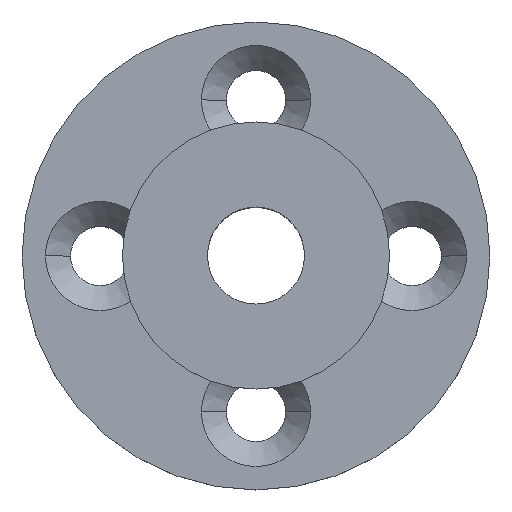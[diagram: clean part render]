
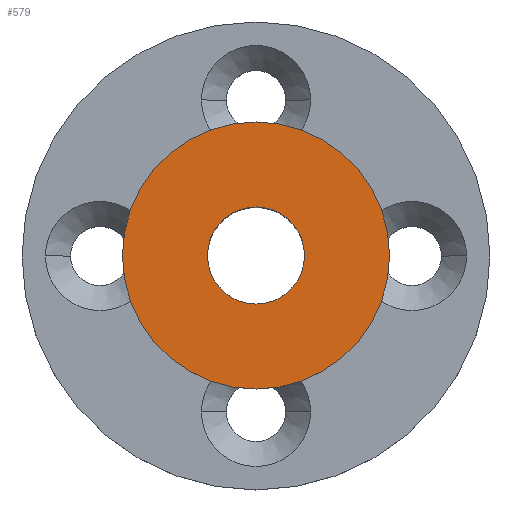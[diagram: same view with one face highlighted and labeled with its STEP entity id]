
A CAD part, top view. The second image highlights one B-rep face of the part: STEP entity #579.
In plain terms, the highlighted planar face has unit normal (0, 0, 1).
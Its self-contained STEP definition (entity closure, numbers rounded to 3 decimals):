
#18 = CARTESIAN_POINT ( 'NONE',  ( 0., 0., 5.276 ) ) ;
#312 = EDGE_CURVE ( 'NONE', #4906, #6763, #3034, .T. ) ;
#514 = EDGE_CURVE ( 'NONE', #5470, #1898, #3316, .T. ) ;
#579 = ADVANCED_FACE ( 'NONE', ( #3676, #7616 ), #4288, .F. ) ;
#645 = CARTESIAN_POINT ( 'NONE',  ( -2.8, 0., 5.276 ) ) ;
#679 = AXIS2_PLACEMENT_3D ( 'NONE', #7335, #7988, #789 ) ;
#685 = CIRCLE ( 'NONE', #962, 2.8 ) ;
#721 = CARTESIAN_POINT ( 'NONE',  ( 7.705, 0., 5.276 ) ) ;
#789 = DIRECTION ( 'NONE',  ( -1., 0., 0. ) ) ;
#962 = AXIS2_PLACEMENT_3D ( 'NONE', #4165, #3464, #2243 ) ;
#1499 = CARTESIAN_POINT ( 'NONE',  ( 0., 0., 5.276 ) ) ;
#1877 = EDGE_LOOP ( 'NONE', ( #5030, #2403 ) ) ;
#1898 = VERTEX_POINT ( 'NONE', #645 ) ;
#1967 = EDGE_LOOP ( 'NONE', ( #2968, #2822 ) ) ;
#2088 = DIRECTION ( 'NONE',  ( -1., 0., 0. ) ) ;
#2243 = DIRECTION ( 'NONE',  ( 1., 0., 0. ) ) ;
#2332 = AXIS2_PLACEMENT_3D ( 'NONE', #1499, #2936, #2803 ) ;
#2403 = ORIENTED_EDGE ( 'NONE', *, *, #312, .F. ) ;
#2614 = CARTESIAN_POINT ( 'NONE',  ( 2.8, 0., 5.276 ) ) ;
#2803 = DIRECTION ( 'NONE',  ( 1., 0., 0. ) ) ;
#2822 = ORIENTED_EDGE ( 'NONE', *, *, #3290, .F. ) ;
#2936 = DIRECTION ( 'NONE',  ( 0., 0., -1. ) ) ;
#2968 = ORIENTED_EDGE ( 'NONE', *, *, #514, .F. ) ;
#3034 = CIRCLE ( 'NONE', #679, 7.705 ) ;
#3290 = EDGE_CURVE ( 'NONE', #1898, #5470, #685, .T. ) ;
#3316 = CIRCLE ( 'NONE', #5112, 2.8 ) ;
#3464 = DIRECTION ( 'NONE',  ( 0., 0., 1. ) ) ;
#3676 = FACE_BOUND ( 'NONE', #1967, .T. ) ;
#4165 = CARTESIAN_POINT ( 'NONE',  ( 0., 0., 5.276 ) ) ;
#4288 = PLANE ( 'NONE',  #2332 ) ;
#4906 = VERTEX_POINT ( 'NONE', #721 ) ;
#5030 = ORIENTED_EDGE ( 'NONE', *, *, #5549, .F. ) ;
#5112 = AXIS2_PLACEMENT_3D ( 'NONE', #5450, #8133, #5492 ) ;
#5450 = CARTESIAN_POINT ( 'NONE',  ( 0., 0., 5.276 ) ) ;
#5470 = VERTEX_POINT ( 'NONE', #2614 ) ;
#5492 = DIRECTION ( 'NONE',  ( 1., 0., 0. ) ) ;
#5549 = EDGE_CURVE ( 'NONE', #6763, #4906, #8173, .T. ) ;
#6763 = VERTEX_POINT ( 'NONE', #6956 ) ;
#6956 = CARTESIAN_POINT ( 'NONE',  ( -7.705, 0., 5.276 ) ) ;
#7335 = CARTESIAN_POINT ( 'NONE',  ( 0., 0., 5.276 ) ) ;
#7616 = FACE_OUTER_BOUND ( 'NONE', #1877, .T. ) ;
#7887 = AXIS2_PLACEMENT_3D ( 'NONE', #18, #7986, #2088 ) ;
#7986 = DIRECTION ( 'NONE',  ( 0., 0., -1. ) ) ;
#7988 = DIRECTION ( 'NONE',  ( 0., 0., -1. ) ) ;
#8133 = DIRECTION ( 'NONE',  ( 0., 0., 1. ) ) ;
#8173 = CIRCLE ( 'NONE', #7887, 7.705 ) ;
